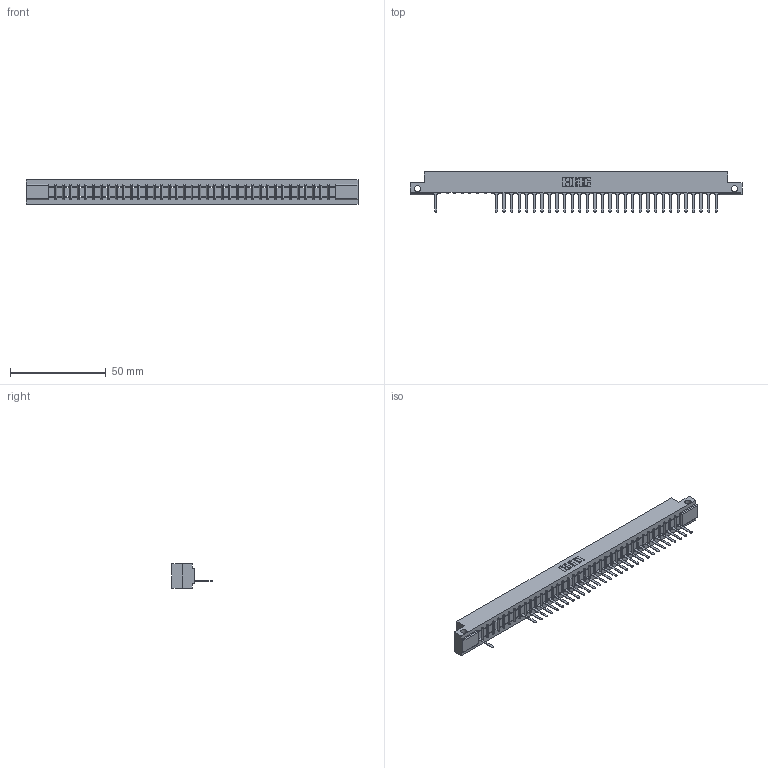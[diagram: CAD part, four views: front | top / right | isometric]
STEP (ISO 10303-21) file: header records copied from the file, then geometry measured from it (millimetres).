
FILE_DESCRIPTION (( 'STEP AP203' ), '1' );
FILE_NAME ('307-038-527-112.STEP', '2018-08-05T10:37:56', ( '' ), ( '' ), 'SwSTEP 2.0', 'SolidWorks 2016', '' );
FILE_SCHEMA (( 'CONFIG_CONTROL_DESIGN' ));
Length unit declared in the file: inch
Products named in the file (3): 307 Part_.128 Dia Side Mounting Holes; 307-290-001_527; 307-038-527-112
Assembly tree (32 placements, depth 2):
  307-038-527-112
    307 Part_.128 Dia Side Mounting Holes
    307-290-001_527  x31
Bounding box: 173.58 x 21.11 x 12.7 mm (x, y, z)
Volume: 17773.7 mm3; surface area: 18173.9 mm2
Topology: 32 solids, 32 shells, 2033 faces, 5793 edges, 3714 vertices
Faces by surface type: plane 1301, cylinder 654, sphere 78
Entity records: 32816 total; most frequent: CARTESIAN_POINT 5557, ORIENTED_EDGE 5550, DIRECTION 5399, EDGE_CURVE 2775, LINE 2127, VECTOR 2127, VERTEX_POINT 1794, AXIS2_PLACEMENT_3D 1636
